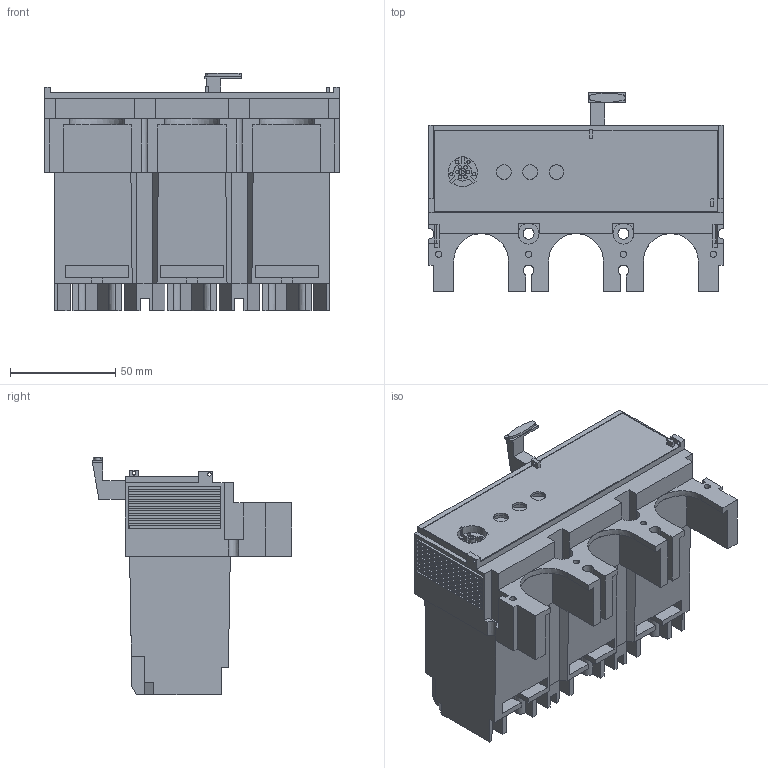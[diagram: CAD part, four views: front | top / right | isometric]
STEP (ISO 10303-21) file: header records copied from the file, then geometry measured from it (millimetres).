
FILE_DESCRIPTION((''),'2;1');
FILE_NAME('__GRANITE__0','2021-04-28T11:08:11',(''),(''),'CREO PARAMETRIC BY PTC INC, 2019224','CREO PARAMETRIC BY PTC INC, 2019224','');
FILE_SCHEMA(('AUTOMOTIVE_DESIGN { 1 0 10303 214 1 1 1 1 }'));
Length unit declared in the file: millimetre
Products named in the file (1): __GRANITE__0
Bounding box: 139.7 x 94.5 x 112.6 mm (x, y, z)
Surface area: 94926.2 mm2 (no closed solid volume)
Topology: 0 solids, 0 shells, 520 faces, 2868 edges, 2868 vertices
Faces by surface type: bspline 520
Entity records: 43389 total; most frequent: CARTESIAN_POINT 11744, DIRECTION 4318, TRIMMED_CURVE 4130, VECTOR 3958, LINE 3958, DEFINITIONAL_REPRESENTATION 2868, PCURVE 2868, COMPOSITE_CURVE_SEGMENT 2868
